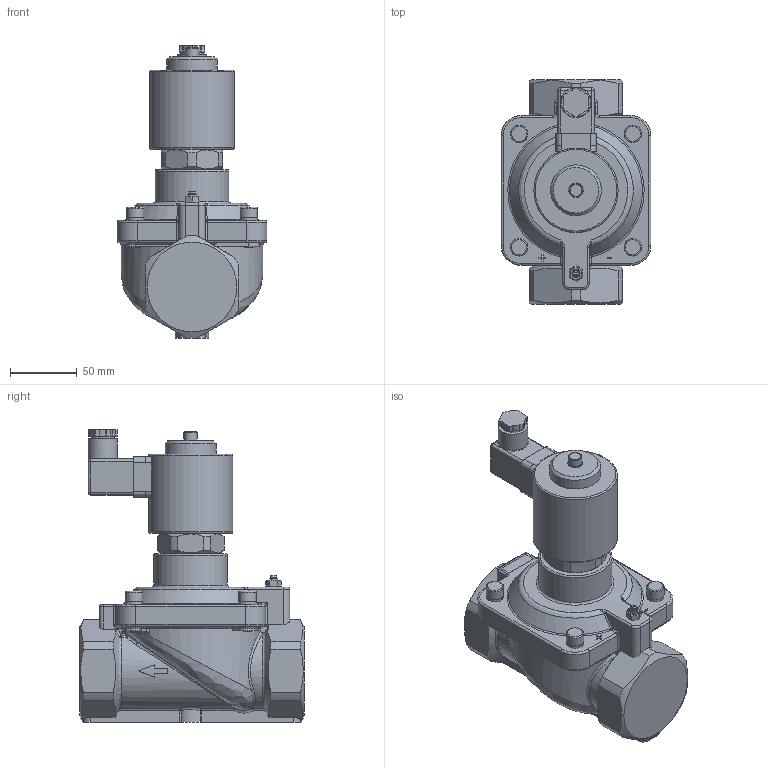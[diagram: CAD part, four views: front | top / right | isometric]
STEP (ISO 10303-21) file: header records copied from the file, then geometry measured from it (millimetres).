
FILE_DESCRIPTION(/* description */ ('3D-Modell'),/* implementation_level */ '2;1');
FILE_NAME(/* name */ '043.001582_B4328-1001-.322.stp',/* time_stamp */ '2018-04-16T15:22:53+02:00',/* author */ ('EFast'),/* organization */ (''),/* preprocessor_version */ 'ST-DEVELOPER v16.1',/* originating_system */ 'Autodesk Inventor 2016',/* authorisation */ '');
FILE_SCHEMA (('AUTOMOTIVE_DESIGN { 1 0 10303 214 3 1 1 }'));
Length unit declared in the file: millimetre
Products named in the file (1): 88-002132
Bounding box: 112 x 168 x 218.9 mm (x, y, z)
Volume: 1372969.9 mm3; surface area: 104501.1 mm2
Topology: 1 solids, 1 shells, 450 faces, 1135 edges, 694 vertices
Faces by surface type: plane 177, cylinder 142, torus 46, bspline 42, sphere 24, cone 19
Full cylindrical faces by diameter (mm): 5 x1, 6 x1, 8 x4, 10 x1, 11 x1, 13 x4, 17 x1, 22 x1, 37.968 x1, 55 x1, 63 x1
Entity records: 15210 total; most frequent: CARTESIAN_POINT 4992, ORIENTED_EDGE 2114, DIRECTION 2108, EDGE_CURVE 1057, AXIS2_PLACEMENT_3D 828, VERTEX_POINT 680, EDGE_LOOP 529, LINE 452
